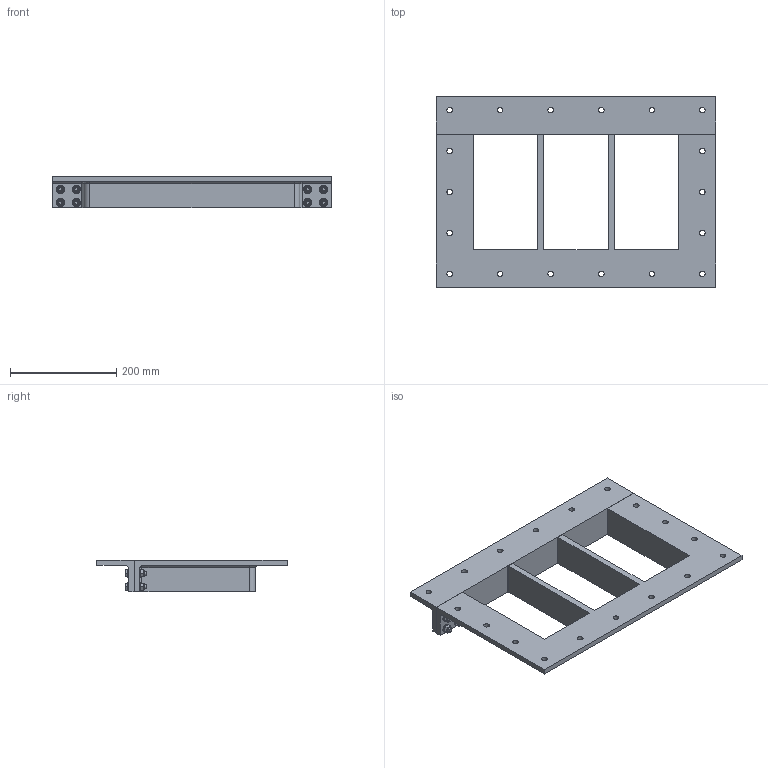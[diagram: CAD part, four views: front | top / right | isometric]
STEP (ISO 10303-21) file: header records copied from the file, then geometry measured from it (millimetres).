
FILE_DESCRIPTION(/* description */ (''),/* implementation_level */ '2;1');
FILE_NAME(/* name */ 'SFOH 6x3.stp',/* time_stamp */ '2025-09-03T15:06:26+02:00',/* author */ ('se-ricthi'),/* organization */ (''),/* preprocessor_version */ 'ST-DEVELOPER v19.2',/* originating_system */ 'Autodesk Inventor 2023',/* authorisation */ '');
FILE_SCHEMA (('AUTOMOTIVE_DESIGN { 1 0 10303 214 3 1 1 }'));
Length unit declared in the file: millimetre
Products named in the file (11): 100-293048_SFOH 6x3 S355; 100-293052_SFOH 6x3 FRAME HALF S355; 100-293051_SFOH 6x3 FRAME LID S355; 100-162318; 100-272447; 100-030994; ISO 4017 - M8 x 35; ISO 4032 - M8; 100-162319; ISO 7089 - 8 - 140 HV; ISO 4017 - M8 x 25
Assembly tree (26 placements, depth 3):
  100-293048_SFOH 6x3 S355
    100-293052_SFOH 6x3 FRAME HALF S355
    100-293051_SFOH 6x3 FRAME LID S355
    100-162318
    100-030994  x8
      ISO 4017 - M8 x 35
      ISO 7089 - 8 - 140 HV
      ISO 4032 - M8
    100-272447
    100-162319  x2
    ISO 7089 - 8 - 140 HV  x4
    ISO 4017 - M8 x 25  x4
Bounding box: 525.5 x 358 x 60 mm (x, y, z)
Volume: 2121763.2 mm3; surface area: 505112.3 mm2
Topology: 46 solids, 46 shells, 540 faces, 1162 edges, 738 vertices
Faces by surface type: plane 290, cylinder 128, cone 122
Full cylindrical faces by diameter (mm): 6.647 x12, 8 x24, 8.4 x20, 8.5 x20, 10.5 x18, 11.63 x12, 16 x20
Entity records: 5858 total; most frequent: CARTESIAN_POINT 987, DIRECTION 959, ORIENTED_EDGE 852, EDGE_CURVE 426, AXIS2_PLACEMENT_3D 357, EDGE_LOOP 283, VERTEX_POINT 277, LINE 245
